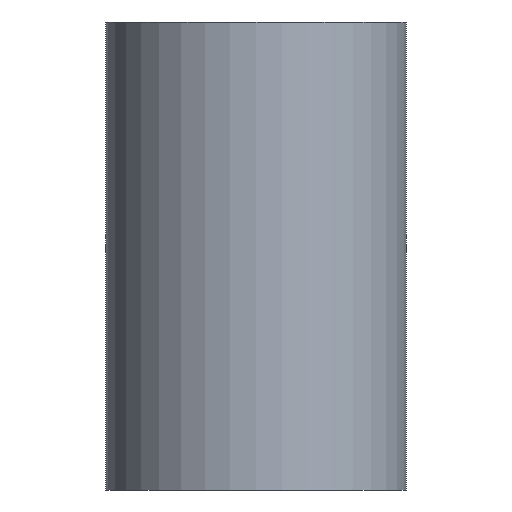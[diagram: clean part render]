
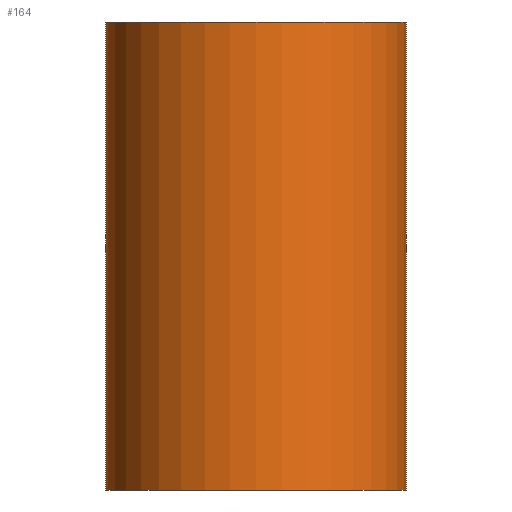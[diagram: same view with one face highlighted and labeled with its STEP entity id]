
A CAD part, front view. The second image highlights one B-rep face of the part: STEP entity #164.
In plain terms, the highlighted cylindrical face has radius 2.25 mm (diameter 4.5 mm), a partial arc.
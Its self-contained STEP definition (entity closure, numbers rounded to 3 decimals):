
#4 = EDGE_CURVE ( 'NONE', #209, #7, #42, .T. ) ;
#7 = VERTEX_POINT ( 'NONE', #236 ) ;
#14 = DIRECTION ( 'NONE',  ( 1., 0., 0. ) ) ;
#28 = VECTOR ( 'NONE', #147, 1000. ) ;
#33 = CIRCLE ( 'NONE', #58, 2.25 ) ;
#35 = DIRECTION ( 'NONE',  ( 0., 0., -1. ) ) ;
#42 = LINE ( 'NONE', #174, #205 ) ;
#50 = CYLINDRICAL_SURFACE ( 'NONE', #85, 2.25 ) ;
#52 = EDGE_LOOP ( 'NONE', ( #227, #78, #156, #151 ) ) ;
#58 = AXIS2_PLACEMENT_3D ( 'NONE', #214, #116, #219 ) ;
#60 = VERTEX_POINT ( 'NONE', #216 ) ;
#71 = CARTESIAN_POINT ( 'NONE',  ( 0., 0., 7. ) ) ;
#78 = ORIENTED_EDGE ( 'NONE', *, *, #86, .F. ) ;
#85 = AXIS2_PLACEMENT_3D ( 'NONE', #71, #35, #225 ) ;
#86 = EDGE_CURVE ( 'NONE', #95, #209, #33, .T. ) ;
#95 = VERTEX_POINT ( 'NONE', #98 ) ;
#98 = CARTESIAN_POINT ( 'NONE',  ( -2.25, 0., 7. ) ) ;
#106 = LINE ( 'NONE', #204, #28 ) ;
#108 = CARTESIAN_POINT ( 'NONE',  ( 2.25, 0., 7. ) ) ;
#114 = CIRCLE ( 'NONE', #148, 2.25 ) ;
#116 = DIRECTION ( 'NONE',  ( 0., 0., 1. ) ) ;
#122 = DIRECTION ( 'NONE',  ( 0., 0., 1. ) ) ;
#147 = DIRECTION ( 'NONE',  ( 0., 0., -1. ) ) ;
#148 = AXIS2_PLACEMENT_3D ( 'NONE', #180, #122, #14 ) ;
#151 = ORIENTED_EDGE ( 'NONE', *, *, #228, .T. ) ;
#156 = ORIENTED_EDGE ( 'NONE', *, *, #202, .T. ) ;
#164 = ADVANCED_FACE ( 'NONE', ( #203 ), #50, .T. ) ;
#174 = CARTESIAN_POINT ( 'NONE',  ( 2.25, 0., 7. ) ) ;
#180 = CARTESIAN_POINT ( 'NONE',  ( 0., 0., 0. ) ) ;
#190 = DIRECTION ( 'NONE',  ( 0., 0., -1. ) ) ;
#202 = EDGE_CURVE ( 'NONE', #95, #60, #106, .T. ) ;
#203 = FACE_OUTER_BOUND ( 'NONE', #52, .T. ) ;
#204 = CARTESIAN_POINT ( 'NONE',  ( -2.25, 0., 7. ) ) ;
#205 = VECTOR ( 'NONE', #190, 1000. ) ;
#209 = VERTEX_POINT ( 'NONE', #108 ) ;
#214 = CARTESIAN_POINT ( 'NONE',  ( 0., 0., 7. ) ) ;
#216 = CARTESIAN_POINT ( 'NONE',  ( -2.25, 0., 0. ) ) ;
#219 = DIRECTION ( 'NONE',  ( 1., 0., 0. ) ) ;
#225 = DIRECTION ( 'NONE',  ( -1., 0., 0. ) ) ;
#227 = ORIENTED_EDGE ( 'NONE', *, *, #4, .F. ) ;
#228 = EDGE_CURVE ( 'NONE', #60, #7, #114, .T. ) ;
#236 = CARTESIAN_POINT ( 'NONE',  ( 2.25, 0., 0. ) ) ;
